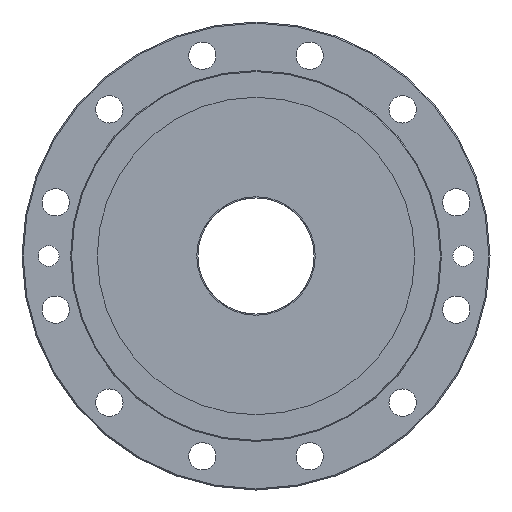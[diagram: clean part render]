
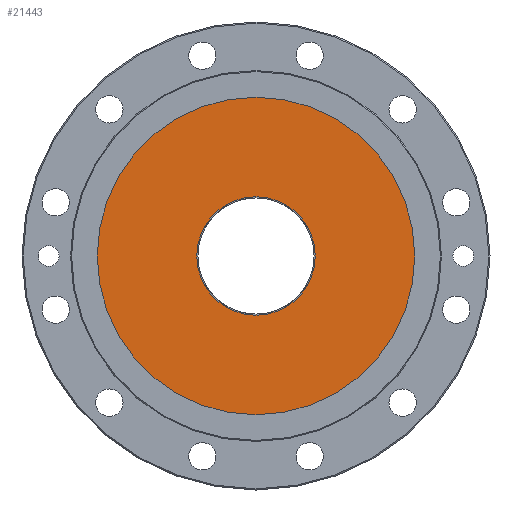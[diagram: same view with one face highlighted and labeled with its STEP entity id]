
A CAD part, left-side view. The second image highlights one B-rep face of the part: STEP entity #21443.
In plain terms, the highlighted planar face has unit normal (-1, 0, 0).
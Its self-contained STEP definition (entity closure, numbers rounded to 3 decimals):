
#466=PLANE('',#22636);
#1656=CIRCLE('',#22635,134.);
#1657=CIRCLE('',#22637,50.);
#3069=ORIENTED_EDGE('',*,*,#6997,.T.);
#3070=ORIENTED_EDGE('',*,*,#6996,.F.);
#6996=EDGE_CURVE('',#9029,#9029,#1656,.T.);
#6997=EDGE_CURVE('',#9030,#9030,#1657,.F.);
#9029=VERTEX_POINT('',#29690);
#9030=VERTEX_POINT('',#29693);
#11822=EDGE_LOOP('',(#3069));
#11823=EDGE_LOOP('',(#3070));
#13192=FACE_BOUND('',#11822,.T.);
#13193=FACE_BOUND('',#11823,.T.);
#21443=ADVANCED_FACE('',(#13192,#13193),#466,.T.);
#22635=AXIS2_PLACEMENT_3D('',#29689,#25020,#25021);
#22636=AXIS2_PLACEMENT_3D('',#29691,#25022,#25023);
#22637=AXIS2_PLACEMENT_3D('',#29692,#25024,#25025);
#25020=DIRECTION('',(1.,0.,0.));
#25021=DIRECTION('',(0.,1.,0.));
#25022=DIRECTION('',(-1.,0.,0.));
#25023=DIRECTION('',(0.,-1.,0.));
#25024=DIRECTION('',(-1.,0.,0.));
#25025=DIRECTION('',(0.,-1.,0.));
#29689=CARTESIAN_POINT('',(-167.326,0.,0.));
#29690=CARTESIAN_POINT('',(-167.326,134.,0.));
#29691=CARTESIAN_POINT('',(-167.326,-134.,0.));
#29692=CARTESIAN_POINT('',(-167.326,0.,0.));
#29693=CARTESIAN_POINT('',(-167.326,-50.,0.));
